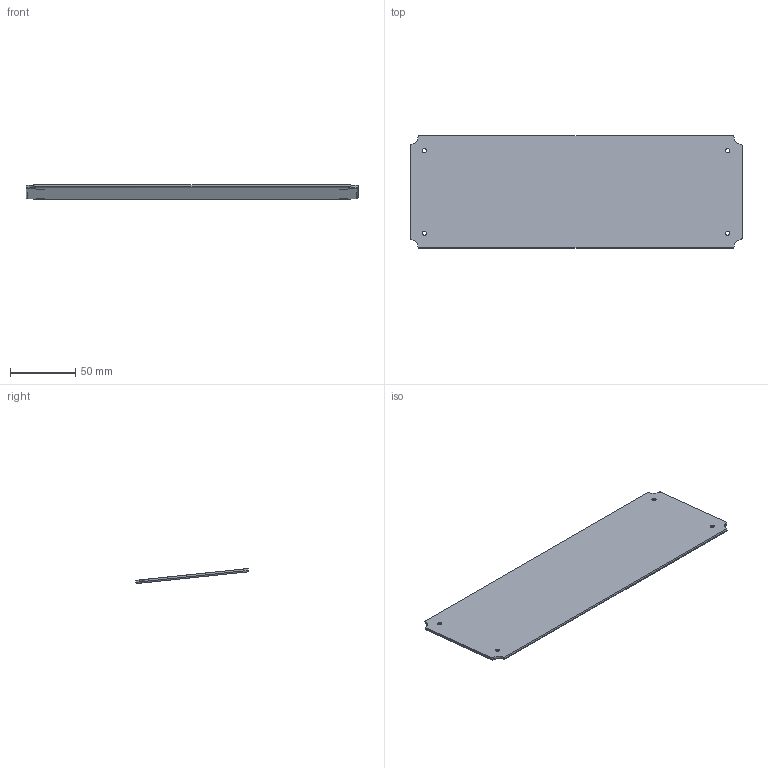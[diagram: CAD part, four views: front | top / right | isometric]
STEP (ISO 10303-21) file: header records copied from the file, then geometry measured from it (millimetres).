
FILE_DESCRIPTION(/* description */ (''),/* implementation_level */ '2;1');
FILE_NAME(/* name */ 'blank backplate.step',/* time_stamp */ '2023-04-16T19:19:32+07:00',/* author */ (''),/* organization */ (''),/* preprocessor_version */ 'ST-DEVELOPER v19.2',/* originating_system */ 'Autodesk Translation Framework v12.4.0.73',/* authorisation */ '');
FILE_SCHEMA (('AUTOMOTIVE_DESIGN { 1 0 10303 214 3 1 1 }'));
Length unit declared in the file: millimetre
Products named in the file (1): (Unsaved)
Bounding box: 255.2 x 86.42 x 11.46 mm (x, y, z)
Volume: 54707.1 mm3; surface area: 45404.7 mm2
Topology: 1 solids, 1 shells, 42 faces, 100 edges, 52 vertices
Faces by surface type: cylinder 20, bspline 8, plane 6, cone 4, torus 4
Full cylindrical faces by diameter (mm): 3.2 x4
Entity records: 1688 total; most frequent: CARTESIAN_POINT 736, DIRECTION 186, ORIENTED_EDGE 184, EDGE_CURVE 92, AXIS2_PLACEMENT_3D 75, VERTEX_POINT 52, EDGE_LOOP 50, FACE_OUTER_BOUND 42
